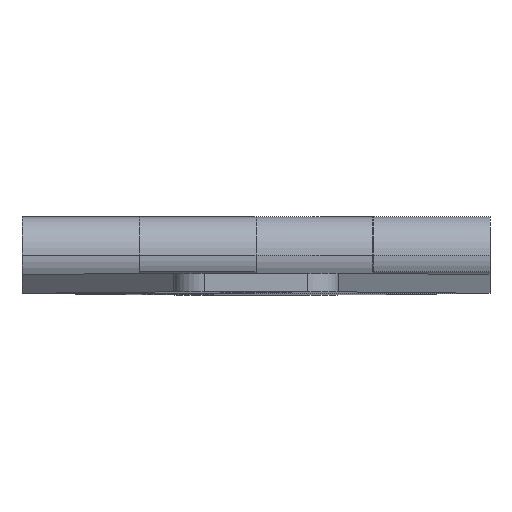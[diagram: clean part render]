
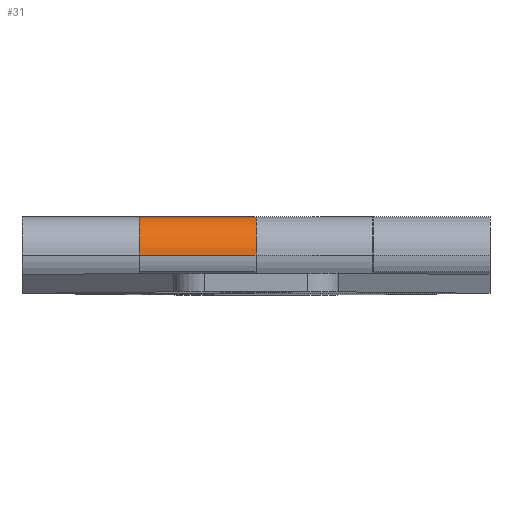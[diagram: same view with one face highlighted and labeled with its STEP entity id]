
A CAD part, top view. The second image highlights one B-rep face of the part: STEP entity #31.
In plain terms, the highlighted cylindrical face has radius 3.111 mm (diameter 6.223 mm), a partial arc.
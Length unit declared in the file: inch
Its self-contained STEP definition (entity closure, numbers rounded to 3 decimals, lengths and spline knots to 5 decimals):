
#24 = VERTEX_POINT ( 'NONE', #1886 ) ;
#31 = ADVANCED_FACE ( 'NONE', ( #2258 ), #977, .T. ) ;
#32 = DIRECTION ( 'NONE',  ( 1., 0., 0. ) ) ;
#59 = ORIENTED_EDGE ( 'NONE', *, *, #1616, .F. ) ;
#197 = CARTESIAN_POINT ( 'NONE',  ( 0., 0.1225, 0.1225 ) ) ;
#288 = EDGE_CURVE ( 'NONE', #2340, #488, #707, .T. ) ;
#385 = DIRECTION ( 'NONE',  ( -1., 0., 0. ) ) ;
#410 = DIRECTION ( 'NONE',  ( 0., 0., 1. ) ) ;
#433 = CARTESIAN_POINT ( 'NONE',  ( 0.75, 0.1225, 0. ) ) ;
#437 = DIRECTION ( 'NONE',  ( -1., 0., 0. ) ) ;
#488 = VERTEX_POINT ( 'NONE', #949 ) ;
#616 = CIRCLE ( 'NONE', #1035, 0.1225 ) ;
#695 = ORIENTED_EDGE ( 'NONE', *, *, #870, .T. ) ;
#707 = LINE ( 'NONE', #2329, #1179 ) ;
#732 = AXIS2_PLACEMENT_3D ( 'NONE', #814, #32, #2197 ) ;
#741 = CARTESIAN_POINT ( 'NONE',  ( -0.375, 0.1225, -0.1225 ) ) ;
#814 = CARTESIAN_POINT ( 'NONE',  ( 0., 0.1225, 0. ) ) ;
#870 = EDGE_CURVE ( 'NONE', #24, #1997, #2229, .T. ) ;
#949 = CARTESIAN_POINT ( 'NONE',  ( -0.375, 0.1225, 0.1225 ) ) ;
#977 = CYLINDRICAL_SURFACE ( 'NONE', #1600, 0.1225 ) ;
#1035 = AXIS2_PLACEMENT_3D ( 'NONE', #2046, #437, #410 ) ;
#1072 = CIRCLE ( 'NONE', #732, 0.1225 ) ;
#1119 = EDGE_LOOP ( 'NONE', ( #59, #695, #1192, #1914 ) ) ;
#1179 = VECTOR ( 'NONE', #2351, 39.37008 ) ;
#1192 = ORIENTED_EDGE ( 'NONE', *, *, #1239, .F. ) ;
#1239 = EDGE_CURVE ( 'NONE', #488, #1997, #616, .T. ) ;
#1325 = CARTESIAN_POINT ( 'NONE',  ( 0.75, 0.1225, -0.1225 ) ) ;
#1600 = AXIS2_PLACEMENT_3D ( 'NONE', #433, #1692, #2067 ) ;
#1616 = EDGE_CURVE ( 'NONE', #24, #2340, #1072, .T. ) ;
#1692 = DIRECTION ( 'NONE',  ( -1., 0., 0. ) ) ;
#1886 = CARTESIAN_POINT ( 'NONE',  ( 0., 0.1225, -0.1225 ) ) ;
#1914 = ORIENTED_EDGE ( 'NONE', *, *, #288, .F. ) ;
#1981 = VECTOR ( 'NONE', #385, 39.37008 ) ;
#1997 = VERTEX_POINT ( 'NONE', #741 ) ;
#2046 = CARTESIAN_POINT ( 'NONE',  ( -0.375, 0.1225, 0. ) ) ;
#2067 = DIRECTION ( 'NONE',  ( 0., 0., 1. ) ) ;
#2197 = DIRECTION ( 'NONE',  ( 0., 0., -1. ) ) ;
#2229 = LINE ( 'NONE', #1325, #1981 ) ;
#2258 = FACE_OUTER_BOUND ( 'NONE', #1119, .T. ) ;
#2329 = CARTESIAN_POINT ( 'NONE',  ( 0.75, 0.1225, 0.1225 ) ) ;
#2340 = VERTEX_POINT ( 'NONE', #197 ) ;
#2351 = DIRECTION ( 'NONE',  ( -1., 0., 0. ) ) ;
